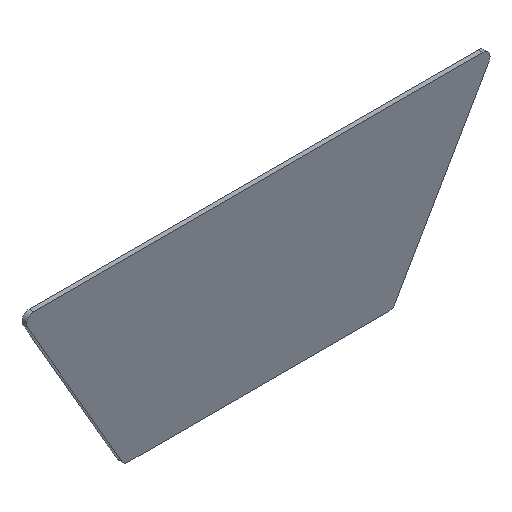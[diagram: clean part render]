
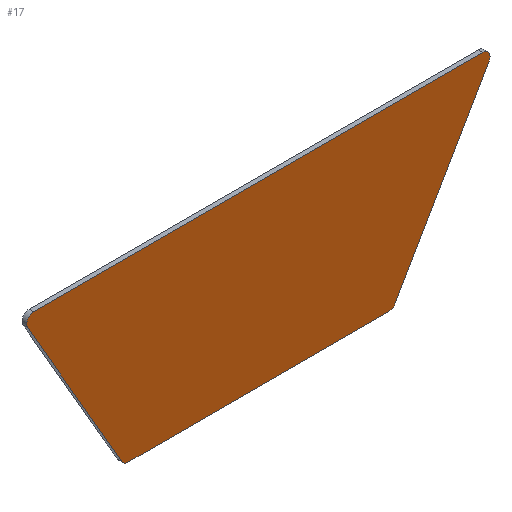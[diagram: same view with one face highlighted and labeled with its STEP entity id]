
A CAD part, isometric view. The second image highlights one B-rep face of the part: STEP entity #17.
In plain terms, the highlighted planar face has unit normal (0, -1, 0).
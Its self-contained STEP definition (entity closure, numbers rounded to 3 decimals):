
#2 = EDGE_CURVE ( 'NONE', #334, #71, #226, .T. ) ;
#5 = DIRECTION ( 'NONE',  ( 0., 0., 1. ) ) ;
#11 = ORIENTED_EDGE ( 'NONE', *, *, #237, .T. ) ;
#17 = ADVANCED_FACE ( 'NONE', ( #19 ), #336, .F. ) ;
#18 = ORIENTED_EDGE ( 'NONE', *, *, #79, .T. ) ;
#19 = FACE_OUTER_BOUND ( 'NONE', #275, .T. ) ;
#20 = CARTESIAN_POINT ( 'NONE',  ( 195.208, -1174.305, -2028.941 ) ) ;
#21 = EDGE_CURVE ( 'NONE', #104, #357, #281, .T. ) ;
#22 = CARTESIAN_POINT ( 'NONE',  ( 115.533, -1174.305, -2166.941 ) ) ;
#27 = EDGE_CURVE ( 'NONE', #95, #176, #307, .T. ) ;
#30 = CARTESIAN_POINT ( 'NONE',  ( 110.337, -1174.305, -2169.941 ) ) ;
#32 = CIRCLE ( 'NONE', #293, 6. ) ;
#35 = EDGE_CURVE ( 'NONE', #135, #95, #80, .T. ) ;
#45 = ORIENTED_EDGE ( 'NONE', *, *, #259, .T. ) ;
#47 = CARTESIAN_POINT ( 'NONE',  ( -190.012, -1174.305, -2019.941 ) ) ;
#50 = AXIS2_PLACEMENT_3D ( 'NONE', #53, #133, #248 ) ;
#53 = CARTESIAN_POINT ( 'NONE',  ( -110.337, -1174.305, -2163.941 ) ) ;
#56 = CARTESIAN_POINT ( 'NONE',  ( -115.533, -1174.305, -2166.941 ) ) ;
#59 = AXIS2_PLACEMENT_3D ( 'NONE', #167, #314, #286 ) ;
#60 = CARTESIAN_POINT ( 'NONE',  ( 190.012, -1174.305, -2025.941 ) ) ;
#71 = VERTEX_POINT ( 'NONE', #234 ) ;
#78 = CARTESIAN_POINT ( 'NONE',  ( -115.533, -1174.305, -2166.941 ) ) ;
#79 = EDGE_CURVE ( 'NONE', #156, #104, #125, .T. ) ;
#80 = LINE ( 'NONE', #78, #141 ) ;
#95 = VERTEX_POINT ( 'NONE', #56 ) ;
#102 = AXIS2_PLACEMENT_3D ( 'NONE', #60, #257, #375 ) ;
#104 = VERTEX_POINT ( 'NONE', #22 ) ;
#125 = CIRCLE ( 'NONE', #59, 6. ) ;
#133 = DIRECTION ( 'NONE',  ( 0., -1., 0. ) ) ;
#134 = ORIENTED_EDGE ( 'NONE', *, *, #21, .T. ) ;
#135 = VERTEX_POINT ( 'NONE', #318 ) ;
#141 = VECTOR ( 'NONE', #165, 1000. ) ;
#151 = ORIENTED_EDGE ( 'NONE', *, *, #27, .T. ) ;
#156 = VERTEX_POINT ( 'NONE', #200 ) ;
#158 = DIRECTION ( 'NONE',  ( 0., 1., 0. ) ) ;
#165 = DIRECTION ( 'NONE',  ( 0.5, 0., -0.866 ) ) ;
#167 = CARTESIAN_POINT ( 'NONE',  ( 110.337, -1174.305, -2163.941 ) ) ;
#172 = DIRECTION ( 'NONE',  ( 0., -1., 0. ) ) ;
#175 = CARTESIAN_POINT ( 'NONE',  ( 190.012, -1174.305, -2019.941 ) ) ;
#176 = VERTEX_POINT ( 'NONE', #258 ) ;
#179 = ORIENTED_EDGE ( 'NONE', *, *, #35, .T. ) ;
#196 = ORIENTED_EDGE ( 'NONE', *, *, #2, .T. ) ;
#200 = CARTESIAN_POINT ( 'NONE',  ( 110.337, -1174.305, -2169.941 ) ) ;
#211 = VECTOR ( 'NONE', #339, 1000. ) ;
#226 = LINE ( 'NONE', #47, #278 ) ;
#229 = VECTOR ( 'NONE', #236, 1000. ) ;
#234 = CARTESIAN_POINT ( 'NONE',  ( -190.012, -1174.305, -2019.941 ) ) ;
#236 = DIRECTION ( 'NONE',  ( 1., 0., 0. ) ) ;
#237 = EDGE_CURVE ( 'NONE', #357, #334, #260, .T. ) ;
#242 = LINE ( 'NONE', #30, #229 ) ;
#243 = ORIENTED_EDGE ( 'NONE', *, *, #341, .T. ) ;
#248 = DIRECTION ( 'NONE',  ( 0., 0., 1. ) ) ;
#257 = DIRECTION ( 'NONE',  ( 0., -1., 0. ) ) ;
#258 = CARTESIAN_POINT ( 'NONE',  ( -110.337, -1174.305, -2169.941 ) ) ;
#259 = EDGE_CURVE ( 'NONE', #71, #135, #32, .T. ) ;
#260 = CIRCLE ( 'NONE', #102, 6. ) ;
#262 = CARTESIAN_POINT ( 'NONE',  ( 195.208, -1174.305, -2028.941 ) ) ;
#275 = EDGE_LOOP ( 'NONE', ( #151, #243, #18, #134, #11, #196, #45, #179 ) ) ;
#278 = VECTOR ( 'NONE', #309, 1000. ) ;
#281 = LINE ( 'NONE', #20, #211 ) ;
#286 = DIRECTION ( 'NONE',  ( 0., 0., -1. ) ) ;
#293 = AXIS2_PLACEMENT_3D ( 'NONE', #297, #172, #5 ) ;
#297 = CARTESIAN_POINT ( 'NONE',  ( -190.012, -1174.305, -2025.941 ) ) ;
#307 = CIRCLE ( 'NONE', #50, 6. ) ;
#309 = DIRECTION ( 'NONE',  ( -1., 0., 0. ) ) ;
#314 = DIRECTION ( 'NONE',  ( 0., -1., 0. ) ) ;
#318 = CARTESIAN_POINT ( 'NONE',  ( -195.208, -1174.305, -2028.941 ) ) ;
#334 = VERTEX_POINT ( 'NONE', #175 ) ;
#336 = PLANE ( 'NONE',  #348 ) ;
#339 = DIRECTION ( 'NONE',  ( 0.5, 0., 0.866 ) ) ;
#341 = EDGE_CURVE ( 'NONE', #176, #156, #242, .T. ) ;
#348 = AXIS2_PLACEMENT_3D ( 'NONE', #364, #158, #366 ) ;
#357 = VERTEX_POINT ( 'NONE', #262 ) ;
#364 = CARTESIAN_POINT ( 'NONE',  ( -110.337, -1174.305, -2163.941 ) ) ;
#366 = DIRECTION ( 'NONE',  ( 0., 0., 1. ) ) ;
#375 = DIRECTION ( 'NONE',  ( 0., 0., 1. ) ) ;
